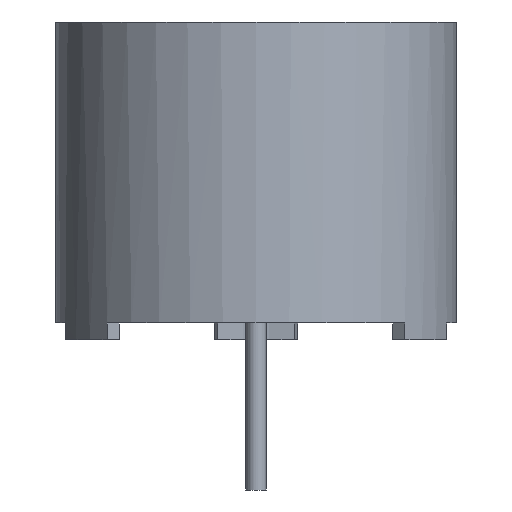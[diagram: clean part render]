
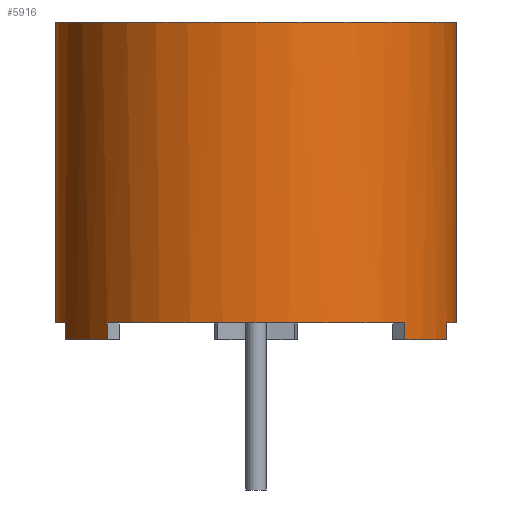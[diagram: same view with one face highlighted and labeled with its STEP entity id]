
A CAD part, front view. The second image highlights one B-rep face of the part: STEP entity #5916.
In plain terms, the highlighted cylindrical face has radius 6 mm (diameter 12 mm), a partial arc.
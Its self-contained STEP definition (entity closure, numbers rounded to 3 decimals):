
#173 = CARTESIAN_POINT ( 'NONE',  ( 4.459, -4.015, 0. ) ) ;
#244 = CARTESIAN_POINT ( 'NONE',  ( -5.706, -1.854, 0. ) ) ;
#423 = CIRCLE ( 'NONE', #9658, 6. ) ;
#750 = DIRECTION ( 'NONE',  ( -1., 0., 0. ) ) ;
#1442 = DIRECTION ( 'NONE',  ( -1., 0., 0. ) ) ;
#1454 = ORIENTED_EDGE ( 'NONE', *, *, #2168, .F. ) ;
#1715 = AXIS2_PLACEMENT_3D ( 'NONE', #13970, #15348, #1442 ) ;
#1813 = VERTEX_POINT ( 'NONE', #244 ) ;
#1839 = VERTEX_POINT ( 'NONE', #15237 ) ;
#1874 = CIRCLE ( 'NONE', #11096, 6. ) ;
#2054 = CARTESIAN_POINT ( 'NONE',  ( 4.459, -4.015, 0.5 ) ) ;
#2080 = CYLINDRICAL_SURFACE ( 'NONE', #15498, 6. ) ;
#2168 = EDGE_CURVE ( 'NONE', #1839, #2650, #11633, .T. ) ;
#2611 = DIRECTION ( 'NONE',  ( 0., 0., -1. ) ) ;
#2650 = VERTEX_POINT ( 'NONE', #12974 ) ;
#2951 = ORIENTED_EDGE ( 'NONE', *, *, #15774, .T. ) ;
#2975 = DIRECTION ( 'NONE',  ( 0., 0., 1. ) ) ;
#3250 = DIRECTION ( 'NONE',  ( 0., 0., -1. ) ) ;
#3343 = VECTOR ( 'NONE', #13225, 1000. ) ;
#3404 = CARTESIAN_POINT ( 'NONE',  ( 0., 0., 0.5 ) ) ;
#3417 = AXIS2_PLACEMENT_3D ( 'NONE', #3404, #3250, #750 ) ;
#3673 = EDGE_CURVE ( 'NONE', #10634, #1813, #11999, .T. ) ;
#3714 = CARTESIAN_POINT ( 'NONE',  ( 0., 0., 0. ) ) ;
#4052 = AXIS2_PLACEMENT_3D ( 'NONE', #12081, #11915, #13385 ) ;
#4106 = EDGE_CURVE ( 'NONE', #7714, #11399, #7158, .T. ) ;
#4284 = ORIENTED_EDGE ( 'NONE', *, *, #12109, .F. ) ;
#4496 = VECTOR ( 'NONE', #4524, 1000. ) ;
#4524 = DIRECTION ( 'NONE',  ( 0., 0., -1. ) ) ;
#4917 = CARTESIAN_POINT ( 'NONE',  ( -5.706, -1.854, 0.5 ) ) ;
#5200 = DIRECTION ( 'NONE',  ( 0., 0., 1. ) ) ;
#5364 = DIRECTION ( 'NONE',  ( 0., 0., -1. ) ) ;
#5398 = CARTESIAN_POINT ( 'NONE',  ( 5.706, -1.854, 0.5 ) ) ;
#5454 = LINE ( 'NONE', #7758, #10435 ) ;
#5472 = ORIENTED_EDGE ( 'NONE', *, *, #11176, .F. ) ;
#5597 = DIRECTION ( 'NONE',  ( 0., 0., -1. ) ) ;
#5677 = ORIENTED_EDGE ( 'NONE', *, *, #12795, .T. ) ;
#5688 = LINE ( 'NONE', #10645, #4496 ) ;
#5742 = DIRECTION ( 'NONE',  ( 0., 0., -1. ) ) ;
#5751 = CARTESIAN_POINT ( 'NONE',  ( 0., 0., 0. ) ) ;
#5775 = DIRECTION ( 'NONE',  ( -1., 0., 0. ) ) ;
#5916 = ADVANCED_FACE ( 'NONE', ( #9605 ), #2080, .T. ) ;
#5983 = EDGE_CURVE ( 'NONE', #10634, #15452, #10526, .T. ) ;
#6924 = CIRCLE ( 'NONE', #14830, 6. ) ;
#7149 = EDGE_CURVE ( 'NONE', #8725, #7186, #5688, .T. ) ;
#7158 = LINE ( 'NONE', #2054, #10538 ) ;
#7163 = EDGE_CURVE ( 'NONE', #12928, #1839, #1874, .T. ) ;
#7186 = VERTEX_POINT ( 'NONE', #12139 ) ;
#7277 = ORIENTED_EDGE ( 'NONE', *, *, #7163, .F. ) ;
#7586 = CARTESIAN_POINT ( 'NONE',  ( -4.459, -4.015, 0.5 ) ) ;
#7714 = VERTEX_POINT ( 'NONE', #14314 ) ;
#7758 = CARTESIAN_POINT ( 'NONE',  ( 6., 0., 9.5 ) ) ;
#7975 = DIRECTION ( 'NONE',  ( 1., 0., 0. ) ) ;
#8725 = VERTEX_POINT ( 'NONE', #7586 ) ;
#8789 = VECTOR ( 'NONE', #2611, 1000. ) ;
#9411 = CARTESIAN_POINT ( 'NONE',  ( 0., 0., 0.5 ) ) ;
#9574 = DIRECTION ( 'NONE',  ( 1., 0., 0. ) ) ;
#9605 = FACE_OUTER_BOUND ( 'NONE', #15130, .T. ) ;
#9658 = AXIS2_PLACEMENT_3D ( 'NONE', #3714, #5200, #7975 ) ;
#9706 = VERTEX_POINT ( 'NONE', #10723 ) ;
#10435 = VECTOR ( 'NONE', #5364, 1000. ) ;
#10511 = CARTESIAN_POINT ( 'NONE',  ( -5.706, -1.854, 0.5 ) ) ;
#10526 = CIRCLE ( 'NONE', #3417, 6. ) ;
#10538 = VECTOR ( 'NONE', #5742, 1000. ) ;
#10634 = VERTEX_POINT ( 'NONE', #4917 ) ;
#10645 = CARTESIAN_POINT ( 'NONE',  ( -4.459, -4.015, 0.5 ) ) ;
#10723 = CARTESIAN_POINT ( 'NONE',  ( 6., 0., 9.5 ) ) ;
#10808 = LINE ( 'NONE', #12057, #16119 ) ;
#10923 = CIRCLE ( 'NONE', #4052, 6. ) ;
#11023 = EDGE_CURVE ( 'NONE', #7714, #8725, #13023, .T. ) ;
#11096 = AXIS2_PLACEMENT_3D ( 'NONE', #9411, #14510, #13202 ) ;
#11176 = EDGE_CURVE ( 'NONE', #12366, #9706, #10923, .T. ) ;
#11399 = VERTEX_POINT ( 'NONE', #173 ) ;
#11560 = ORIENTED_EDGE ( 'NONE', *, *, #5983, .F. ) ;
#11633 = LINE ( 'NONE', #5398, #8789 ) ;
#11915 = DIRECTION ( 'NONE',  ( 0., 0., 1. ) ) ;
#11999 = LINE ( 'NONE', #10511, #3343 ) ;
#12057 = CARTESIAN_POINT ( 'NONE',  ( -6., 0., 9.5 ) ) ;
#12081 = CARTESIAN_POINT ( 'NONE',  ( 0., 0., 9.5 ) ) ;
#12109 = EDGE_CURVE ( 'NONE', #9706, #12928, #5454, .T. ) ;
#12139 = CARTESIAN_POINT ( 'NONE',  ( -4.459, -4.015, 0. ) ) ;
#12366 = VERTEX_POINT ( 'NONE', #15708 ) ;
#12528 = ORIENTED_EDGE ( 'NONE', *, *, #7149, .F. ) ;
#12795 = EDGE_CURVE ( 'NONE', #12366, #15452, #10808, .T. ) ;
#12822 = EDGE_CURVE ( 'NONE', #1813, #7186, #6924, .T. ) ;
#12928 = VERTEX_POINT ( 'NONE', #13926 ) ;
#12974 = CARTESIAN_POINT ( 'NONE',  ( 5.706, -1.854, 0. ) ) ;
#13023 = CIRCLE ( 'NONE', #1715, 6. ) ;
#13202 = DIRECTION ( 'NONE',  ( -1., 0., 0. ) ) ;
#13225 = DIRECTION ( 'NONE',  ( 0., 0., -1. ) ) ;
#13302 = CARTESIAN_POINT ( 'NONE',  ( 0., 0., 9.5 ) ) ;
#13383 = DIRECTION ( 'NONE',  ( 0., 0., -1. ) ) ;
#13385 = DIRECTION ( 'NONE',  ( 1., 0., 0. ) ) ;
#13926 = CARTESIAN_POINT ( 'NONE',  ( 6., 0., 0.5 ) ) ;
#13970 = CARTESIAN_POINT ( 'NONE',  ( 0., 0., 0.5 ) ) ;
#14314 = CARTESIAN_POINT ( 'NONE',  ( 4.459, -4.015, 0.5 ) ) ;
#14501 = ORIENTED_EDGE ( 'NONE', *, *, #3673, .T. ) ;
#14510 = DIRECTION ( 'NONE',  ( 0., 0., -1. ) ) ;
#14830 = AXIS2_PLACEMENT_3D ( 'NONE', #5751, #2975, #9574 ) ;
#15130 = EDGE_LOOP ( 'NONE', ( #4284, #5472, #5677, #11560, #14501, #15773, #12528, #15600, #15191, #2951, #1454, #7277 ) ) ;
#15191 = ORIENTED_EDGE ( 'NONE', *, *, #4106, .T. ) ;
#15237 = CARTESIAN_POINT ( 'NONE',  ( 5.706, -1.854, 0.5 ) ) ;
#15348 = DIRECTION ( 'NONE',  ( 0., 0., -1. ) ) ;
#15452 = VERTEX_POINT ( 'NONE', #15993 ) ;
#15498 = AXIS2_PLACEMENT_3D ( 'NONE', #13302, #13383, #5775 ) ;
#15600 = ORIENTED_EDGE ( 'NONE', *, *, #11023, .F. ) ;
#15708 = CARTESIAN_POINT ( 'NONE',  ( -6., 0., 9.5 ) ) ;
#15773 = ORIENTED_EDGE ( 'NONE', *, *, #12822, .T. ) ;
#15774 = EDGE_CURVE ( 'NONE', #11399, #2650, #423, .T. ) ;
#15993 = CARTESIAN_POINT ( 'NONE',  ( -6., 0., 0.5 ) ) ;
#16119 = VECTOR ( 'NONE', #5597, 1000. ) ;
